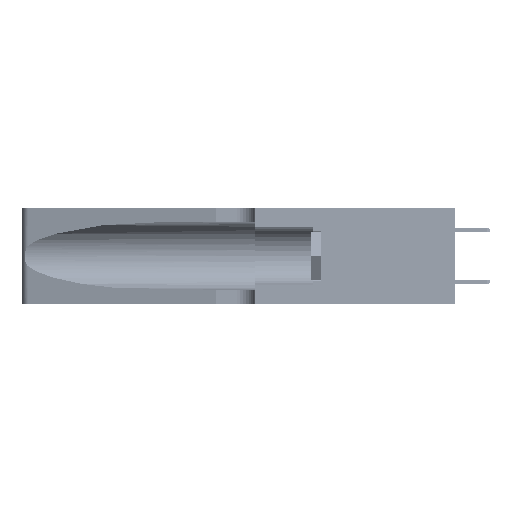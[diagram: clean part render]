
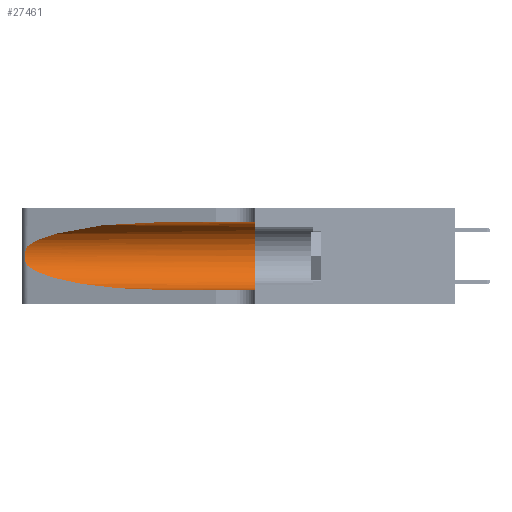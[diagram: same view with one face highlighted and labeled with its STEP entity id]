
A CAD part, left-side view. The second image highlights one B-rep face of the part: STEP entity #27461.
In plain terms, the highlighted cylindrical face has radius 3.308 mm (diameter 6.617 mm), a partial arc.
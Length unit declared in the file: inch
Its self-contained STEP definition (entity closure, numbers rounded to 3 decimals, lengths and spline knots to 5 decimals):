
#106 = ORIENTED_EDGE ( 'NONE', *, *, #20975, .T. ) ;
#2316 = EDGE_CURVE ( 'NONE', #48633, #48119, #49872, .T. ) ;
#4651 = ORIENTED_EDGE ( 'NONE', *, *, #2316, .T. ) ;
#5266 = VERTEX_POINT ( 'NONE', #18584 ) ;
#5345 = CARTESIAN_POINT ( 'NONE',  ( 0.1305, 0.72297, 0.05475 ) ) ;
#6434 = CARTESIAN_POINT ( 'NONE',  ( 0.25555, 1.22994, 0.2215 ) ) ;
#6758 = EDGE_CURVE ( 'NONE', #46851, #43573, #43241, .T. ) ;
#7475 = DIRECTION ( 'NONE',  ( 0., -1., 0. ) ) ;
#8736 = CARTESIAN_POINT ( 'NONE',  ( 0.1305, 0.72297, 0.31525 ) ) ;
#8781 = CARTESIAN_POINT ( 'NONE',  ( 0.1305, 0.72297, 0.05475 ) ) ;
#9292 = CARTESIAN_POINT ( 'NONE',  ( 0.18966, 0.96281, 0.05475 ) ) ;
#9662 = ORIENTED_EDGE ( 'NONE', *, *, #6758, .T. ) ;
#10172 = DIRECTION ( 'NONE',  ( 0., 0., 1. ) ) ;
#10914 = CARTESIAN_POINT ( 'NONE',  ( 0.25789, 1.23486, 0.15765 ) ) ;
#13421 = CARTESIAN_POINT ( 'NONE',  ( 0.1305, 0.35, 0.31525 ) ) ;
#13792 = CARTESIAN_POINT ( 'NONE',  ( 0.25639, 1.23184, 0.21858 ) ) ;
#14152 = VECTOR ( 'NONE', #19271, 39.37008 ) ;
#14330 = CARTESIAN_POINT ( 'NONE',  ( 0.25487, 1.22718, 0.14631 ) ) ;
#15981 = ORIENTED_EDGE ( 'NONE', *, *, #45581, .F. ) ;
#18584 = CARTESIAN_POINT ( 'NONE',  ( 0.25487, 1.22718, 0.14631 ) ) ;
#19116 = EDGE_CURVE ( 'NONE', #35796, #43573, #21320, .T. ) ;
#19271 = DIRECTION ( 'NONE',  ( 0., -1., 0. ) ) ;
#20474 = DIRECTION ( 'NONE',  ( 0., -1., 0. ) ) ;
#20975 = EDGE_CURVE ( 'NONE', #5266, #46851, #35352, .T. ) ;
#21320 = CIRCLE ( 'NONE', #34879, 0.13025 ) ;
#21457 = CARTESIAN_POINT ( 'NONE',  ( 0.25487, 1.22718, 0.22369 ) ) ;
#21985 = CARTESIAN_POINT ( 'NONE',  ( 0.26018, 1.23835, 0.19895 ) ) ;
#22089 = EDGE_LOOP ( 'NONE', ( #4651, #44875, #106, #9662, #28153, #15981 ) ) ;
#22959 = VECTOR ( 'NONE', #7475, 39.37008 ) ;
#26611 = CARTESIAN_POINT ( 'NONE',  ( 0.1305, 0.72297, 0.31525 ) ) ;
#26760 = CARTESIAN_POINT ( 'NONE',  ( 0.25854, 1.2359, 0.20912 ) ) ;
#27022 = CARTESIAN_POINT ( 'NONE',  ( 0.25555, 1.22993, 0.14849 ) ) ;
#27190 = LINE ( 'NONE', #38356, #14152 ) ;
#27461 = ADVANCED_FACE ( 'NONE', ( #31861 ), #48042, .F. ) ;
#28153 = ORIENTED_EDGE ( 'NONE', *, *, #19116, .F. ) ;
#31861 = FACE_OUTER_BOUND ( 'NONE', #22089, .T. ) ;
#33717 = EDGE_CURVE ( 'NONE', #48119, #5266, #45443, .T. ) ;
#34175 = CARTESIAN_POINT ( 'NONE',  ( 0.25787, 1.23484, 0.2124 ) ) ;
#34309 = CARTESIAN_POINT ( 'NONE',  ( 0.18966, 0.96281, 0.31525 ) ) ;
#34879 = AXIS2_PLACEMENT_3D ( 'NONE', #39305, #46998, #10172 ) ;
#35352 =( BOUNDED_CURVE ( )  B_SPLINE_CURVE ( 3, ( #45575, #37633, #9292, #5345 ),
 .UNSPECIFIED., .F., .T. ) 
 B_SPLINE_CURVE_WITH_KNOTS ( ( 4, 4 ),
 ( 3.44316, 4.71239 ),
 .UNSPECIFIED. ) 
 CURVE ( )  GEOMETRIC_REPRESENTATION_ITEM ( )  RATIONAL_B_SPLINE_CURVE ( ( 1., 0.87, 0.87, 1. ) ) 
 REPRESENTATION_ITEM ( '' )  );
#35751 = AXIS2_PLACEMENT_3D ( 'NONE', #45114, #20474, #44861 ) ;
#35796 = VERTEX_POINT ( 'NONE', #13421 ) ;
#37633 = CARTESIAN_POINT ( 'NONE',  ( 0.2373, 1.15595, 0.08982 ) ) ;
#38356 = CARTESIAN_POINT ( 'NONE',  ( 0.1305, 1.61858, 0.31525 ) ) ;
#39277 = CARTESIAN_POINT ( 'NONE',  ( 0.1305, 1.61858, 0.05475 ) ) ;
#39305 = CARTESIAN_POINT ( 'NONE',  ( 0.1305, 0.35, 0.185 ) ) ;
#42820 = CARTESIAN_POINT ( 'NONE',  ( 0.25487, 1.22718, 0.22369 ) ) ;
#43079 = CARTESIAN_POINT ( 'NONE',  ( 0.1305, 0.35, 0.05475 ) ) ;
#43217 = CARTESIAN_POINT ( 'NONE',  ( 0.25487, 1.22718, 0.22369 ) ) ;
#43241 = LINE ( 'NONE', #39277, #22959 ) ;
#43573 = VERTEX_POINT ( 'NONE', #43079 ) ;
#44861 = DIRECTION ( 'NONE',  ( 0., 0., -1. ) ) ;
#44875 = ORIENTED_EDGE ( 'NONE', *, *, #33717, .T. ) ;
#45114 = CARTESIAN_POINT ( 'NONE',  ( 0.1305, 1.61858, 0.185 ) ) ;
#45443 = B_SPLINE_CURVE_WITH_KNOTS ( 'NONE', 3,
 ( #43217, #6434, #13792, #34175, #26760, #21985, #51156, #47200, #50354, #46668, #10914, #50073, #27022, #14330 ),
 .UNSPECIFIED., .F., .F.,
 ( 4, 2, 2, 2, 2, 2, 4 ),
 ( 0., 0.00027, 0.00053, 0.00107, 0.0016, 0.00187, 0.00214 ),
 .UNSPECIFIED. ) ;
#45575 = CARTESIAN_POINT ( 'NONE',  ( 0.25487, 1.22718, 0.14631 ) ) ;
#45581 = EDGE_CURVE ( 'NONE', #48633, #35796, #27190, .T. ) ;
#46668 = CARTESIAN_POINT ( 'NONE',  ( 0.25856, 1.23593, 0.16098 ) ) ;
#46851 = VERTEX_POINT ( 'NONE', #8781 ) ;
#46998 = DIRECTION ( 'NONE',  ( 0., 1., 0. ) ) ;
#47200 = CARTESIAN_POINT ( 'NONE',  ( 0.26075, 1.23896, 0.178 ) ) ;
#48042 = CYLINDRICAL_SURFACE ( 'NONE', #35751, 0.13025 ) ;
#48119 = VERTEX_POINT ( 'NONE', #21457 ) ;
#48633 = VERTEX_POINT ( 'NONE', #8736 ) ;
#49872 =( BOUNDED_CURVE ( )  B_SPLINE_CURVE ( 3, ( #26611, #34309, #51277, #42820 ),
 .UNSPECIFIED., .F., .T. ) 
 B_SPLINE_CURVE_WITH_KNOTS ( ( 4, 4 ),
 ( 1.5708, 2.84003 ),
 .UNSPECIFIED. ) 
 CURVE ( )  GEOMETRIC_REPRESENTATION_ITEM ( )  RATIONAL_B_SPLINE_CURVE ( ( 1., 0.87, 0.87, 1. ) ) 
 REPRESENTATION_ITEM ( '' )  );
#50073 = CARTESIAN_POINT ( 'NONE',  ( 0.25639, 1.23186, 0.15144 ) ) ;
#50354 = CARTESIAN_POINT ( 'NONE',  ( 0.26017, 1.23833, 0.17102 ) ) ;
#51156 = CARTESIAN_POINT ( 'NONE',  ( 0.26075, 1.23896, 0.19203 ) ) ;
#51277 = CARTESIAN_POINT ( 'NONE',  ( 0.2373, 1.15595, 0.28018 ) ) ;
